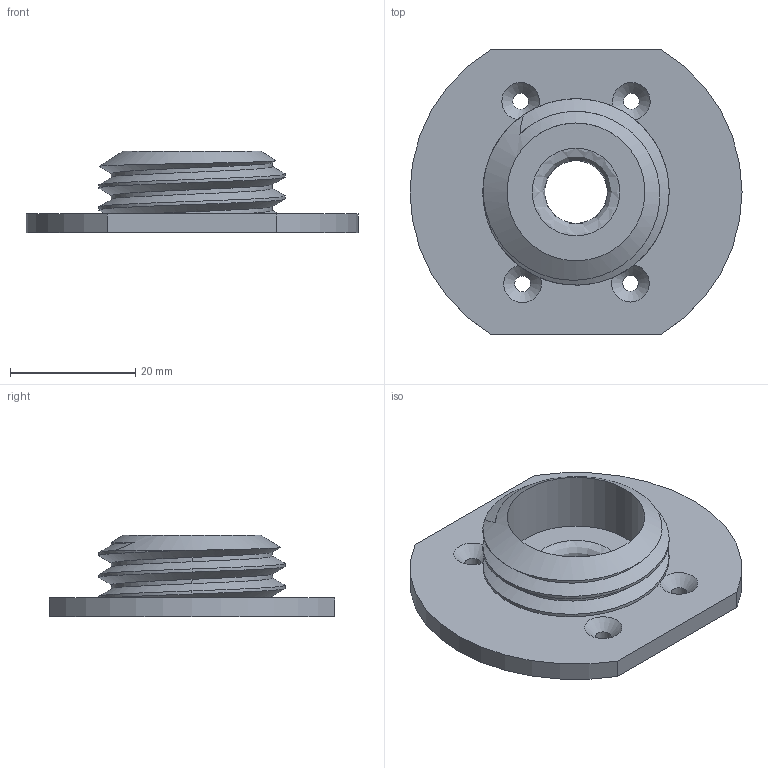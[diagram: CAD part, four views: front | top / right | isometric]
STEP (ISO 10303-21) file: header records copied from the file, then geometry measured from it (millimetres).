
FILE_DESCRIPTION(/* description */ (''),/* implementation_level */ '2;1');
FILE_NAME(/* name */ 'Fixing.step',/* time_stamp */ '2025-05-02T01:27:13+01:00',/* author */ (''),/* organization */ (''),/* preprocessor_version */ 'ST-DEVELOPER v20.1',/* originating_system */ 'Autodesk Translation Framework v14.4.0.0',/* authorisation */ '');
FILE_SCHEMA (('AUTOMOTIVE_DESIGN { 1 0 10303 214 3 1 1 }'));
Length unit declared in the file: millimetre
Products named in the file (1): Fixing
Bounding box: 53 x 45.61 x 13 mm (x, y, z)
Volume: 7967.1 mm3; surface area: 6492.4 mm2
Topology: 1 solids, 1 shells, 29 faces, 75 edges, 47 vertices
Faces by surface type: cylinder 14, plane 7, cone 5, bspline 3
Full cylindrical faces by diameter (mm): 2.529 x4, 10 x1, 22 x1, 25.732 x1, 29.735 x1
Entity records: 2156 total; most frequent: CARTESIAN_POINT 1415, ORIENTED_EDGE 150, DIRECTION 141, EDGE_CURVE 75, AXIS2_PLACEMENT_3D 59, VERTEX_POINT 47, EDGE_LOOP 38, CIRCLE 32
